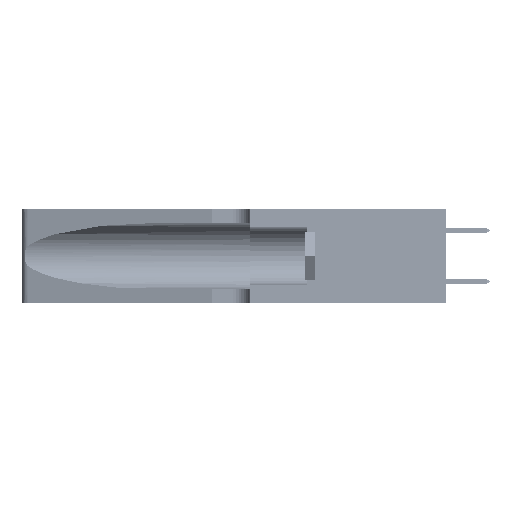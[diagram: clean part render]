
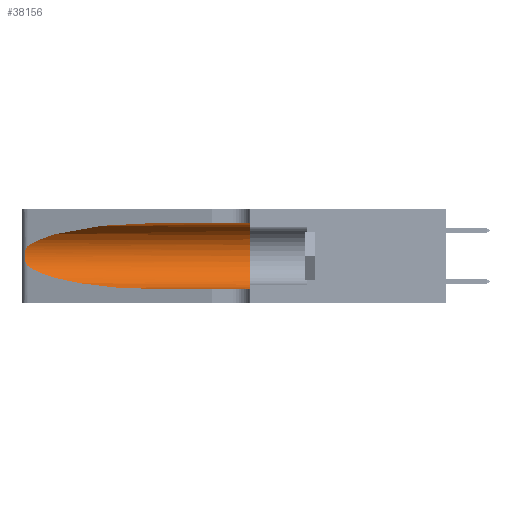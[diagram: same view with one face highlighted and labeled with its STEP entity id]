
A CAD part, left-side view. The second image highlights one B-rep face of the part: STEP entity #38156.
In plain terms, the highlighted cylindrical face has radius 3.308 mm (diameter 6.617 mm), a partial arc.
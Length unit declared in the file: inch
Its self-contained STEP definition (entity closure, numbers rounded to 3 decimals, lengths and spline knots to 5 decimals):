
#550 = CARTESIAN_POINT ( 'NONE',  ( 0.1305, 0.72297, 0.31525 ) ) ;
#1765 = DIRECTION ( 'NONE',  ( 0., -1., 0. ) ) ;
#2061 = AXIS2_PLACEMENT_3D ( 'NONE', #9696, #1765, #37888 ) ;
#2096 = CARTESIAN_POINT ( 'NONE',  ( 0.25787, 1.23484, 0.2124 ) ) ;
#2366 = DIRECTION ( 'NONE',  ( 0., 1., 0. ) ) ;
#2681 = CARTESIAN_POINT ( 'NONE',  ( 0.25487, 1.22718, 0.22369 ) ) ;
#3538 = ORIENTED_EDGE ( 'NONE', *, *, #39292, .F. ) ;
#4907 = AXIS2_PLACEMENT_3D ( 'NONE', #26506, #2366, #30544 ) ;
#5692 = VERTEX_POINT ( 'NONE', #550 ) ;
#6162 = CARTESIAN_POINT ( 'NONE',  ( 0.26018, 1.23835, 0.19895 ) ) ;
#6180 = CARTESIAN_POINT ( 'NONE',  ( 0.18966, 0.96281, 0.31525 ) ) ;
#6435 = CARTESIAN_POINT ( 'NONE',  ( 0.1305, 0.35, 0.31525 ) ) ;
#6605 = CIRCLE ( 'NONE', #4907, 0.13025 ) ;
#6647 = ORIENTED_EDGE ( 'NONE', *, *, #27520, .T. ) ;
#6656 = CARTESIAN_POINT ( 'NONE',  ( 0.1305, 0.72297, 0.05475 ) ) ;
#7144 =( BOUNDED_CURVE ( )  B_SPLINE_CURVE ( 3, ( #10224, #6180, #14269, #42502 ),
 .UNSPECIFIED., .F., .T. ) 
 B_SPLINE_CURVE_WITH_KNOTS ( ( 4, 4 ),
 ( 1.5708, 2.84003 ),
 .UNSPECIFIED. ) 
 CURVE ( )  GEOMETRIC_REPRESENTATION_ITEM ( )  RATIONAL_B_SPLINE_CURVE ( ( 1., 0.87, 0.87, 1. ) ) 
 REPRESENTATION_ITEM ( '' )  );
#8267 = ORIENTED_EDGE ( 'NONE', *, *, #30457, .T. ) ;
#9385 = CARTESIAN_POINT ( 'NONE',  ( 0.1305, 1.61858, 0.31525 ) ) ;
#9696 = CARTESIAN_POINT ( 'NONE',  ( 0.1305, 1.61858, 0.185 ) ) ;
#10207 = CARTESIAN_POINT ( 'NONE',  ( 0.26075, 1.23896, 0.178 ) ) ;
#10224 = CARTESIAN_POINT ( 'NONE',  ( 0.1305, 0.72297, 0.31525 ) ) ;
#11148 = LINE ( 'NONE', #9385, #42068 ) ;
#12080 = CARTESIAN_POINT ( 'NONE',  ( 0.1305, 0.35, 0.05475 ) ) ;
#14252 = CARTESIAN_POINT ( 'NONE',  ( 0.25856, 1.23593, 0.16098 ) ) ;
#14269 = CARTESIAN_POINT ( 'NONE',  ( 0.2373, 1.15595, 0.28018 ) ) ;
#18296 = CARTESIAN_POINT ( 'NONE',  ( 0.25639, 1.23186, 0.15144 ) ) ;
#20921 = VERTEX_POINT ( 'NONE', #12080 ) ;
#22342 = CARTESIAN_POINT ( 'NONE',  ( 0.25487, 1.22718, 0.14631 ) ) ;
#22653 = CARTESIAN_POINT ( 'NONE',  ( 0.25487, 1.22718, 0.14631 ) ) ;
#22973 = VERTEX_POINT ( 'NONE', #48796 ) ;
#24794 = VERTEX_POINT ( 'NONE', #2681 ) ;
#25595 = ORIENTED_EDGE ( 'NONE', *, *, #43857, .F. ) ;
#26234 = CARTESIAN_POINT ( 'NONE',  ( 0.25639, 1.23184, 0.21858 ) ) ;
#26506 = CARTESIAN_POINT ( 'NONE',  ( 0.1305, 0.35, 0.185 ) ) ;
#27520 = EDGE_CURVE ( 'NONE', #38136, #20921, #39505, .T. ) ;
#28769 = VECTOR ( 'NONE', #48958, 39.37008 ) ;
#28794 = CARTESIAN_POINT ( 'NONE',  ( 0.1305, 1.61858, 0.05475 ) ) ;
#29109 = EDGE_CURVE ( 'NONE', #22973, #38136, #39110, .T. ) ;
#29724 = B_SPLINE_CURVE_WITH_KNOTS ( 'NONE', 3,
 ( #46415, #50458, #26234, #2096, #30266, #6162, #34329, #10207, #38387, #14252, #42483, #18296, #46576, #22342 ),
 .UNSPECIFIED., .F., .F.,
 ( 4, 2, 2, 2, 2, 2, 4 ),
 ( 0., 0.00027, 0.00053, 0.00107, 0.0016, 0.00187, 0.00214 ),
 .UNSPECIFIED. ) ;
#29791 = VERTEX_POINT ( 'NONE', #6435 ) ;
#30266 = CARTESIAN_POINT ( 'NONE',  ( 0.25854, 1.2359, 0.20912 ) ) ;
#30457 = EDGE_CURVE ( 'NONE', #24794, #22973, #29724, .T. ) ;
#30544 = DIRECTION ( 'NONE',  ( 0., 0., 1. ) ) ;
#30784 = CARTESIAN_POINT ( 'NONE',  ( 0.18966, 0.96281, 0.05475 ) ) ;
#32086 = CYLINDRICAL_SURFACE ( 'NONE', #2061, 0.13025 ) ;
#33667 = CARTESIAN_POINT ( 'NONE',  ( 0.1305, 0.72297, 0.05475 ) ) ;
#34329 = CARTESIAN_POINT ( 'NONE',  ( 0.26075, 1.23896, 0.19203 ) ) ;
#34590 = ORIENTED_EDGE ( 'NONE', *, *, #49576, .T. ) ;
#37888 = DIRECTION ( 'NONE',  ( 0., 0., -1. ) ) ;
#38136 = VERTEX_POINT ( 'NONE', #33667 ) ;
#38156 = ADVANCED_FACE ( 'NONE', ( #45405 ), #32086, .F. ) ;
#38387 = CARTESIAN_POINT ( 'NONE',  ( 0.26017, 1.23833, 0.17102 ) ) ;
#39110 =( BOUNDED_CURVE ( )  B_SPLINE_CURVE ( 3, ( #22653, #46918, #30784, #6656 ),
 .UNSPECIFIED., .F., .F. ) 
 B_SPLINE_CURVE_WITH_KNOTS ( ( 4, 4 ),
 ( 3.44316, 4.71239 ),
 .UNSPECIFIED. ) 
 CURVE ( )  GEOMETRIC_REPRESENTATION_ITEM ( )  RATIONAL_B_SPLINE_CURVE ( ( 1., 0.87, 0.87, 1. ) ) 
 REPRESENTATION_ITEM ( '' )  );
#39292 = EDGE_CURVE ( 'NONE', #5692, #29791, #11148, .T. ) ;
#39505 = LINE ( 'NONE', #28794, #28769 ) ;
#40535 = EDGE_LOOP ( 'NONE', ( #34590, #8267, #47749, #6647, #25595, #3538 ) ) ;
#41643 = DIRECTION ( 'NONE',  ( 0., -1., 0. ) ) ;
#42068 = VECTOR ( 'NONE', #41643, 39.37008 ) ;
#42483 = CARTESIAN_POINT ( 'NONE',  ( 0.25789, 1.23486, 0.15765 ) ) ;
#42502 = CARTESIAN_POINT ( 'NONE',  ( 0.25487, 1.22718, 0.22369 ) ) ;
#43857 = EDGE_CURVE ( 'NONE', #29791, #20921, #6605, .T. ) ;
#45405 = FACE_OUTER_BOUND ( 'NONE', #40535, .T. ) ;
#46415 = CARTESIAN_POINT ( 'NONE',  ( 0.25487, 1.22718, 0.22369 ) ) ;
#46576 = CARTESIAN_POINT ( 'NONE',  ( 0.25555, 1.22993, 0.14849 ) ) ;
#46918 = CARTESIAN_POINT ( 'NONE',  ( 0.2373, 1.15595, 0.08982 ) ) ;
#47749 = ORIENTED_EDGE ( 'NONE', *, *, #29109, .T. ) ;
#48796 = CARTESIAN_POINT ( 'NONE',  ( 0.25487, 1.22718, 0.14631 ) ) ;
#48958 = DIRECTION ( 'NONE',  ( 0., -1., 0. ) ) ;
#49576 = EDGE_CURVE ( 'NONE', #5692, #24794, #7144, .T. ) ;
#50458 = CARTESIAN_POINT ( 'NONE',  ( 0.25555, 1.22994, 0.2215 ) ) ;
